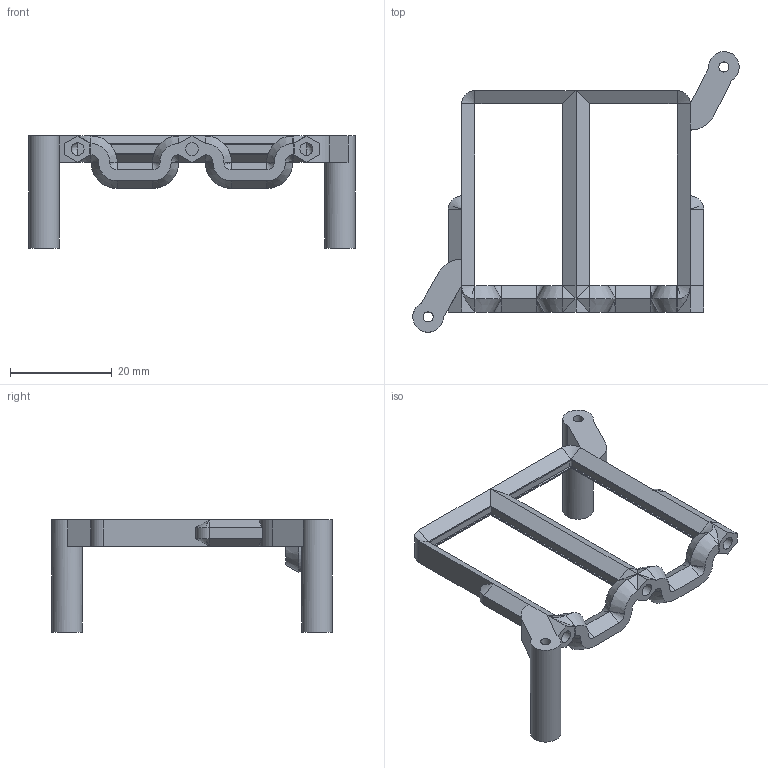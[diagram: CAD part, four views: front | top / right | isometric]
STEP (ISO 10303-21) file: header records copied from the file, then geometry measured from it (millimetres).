
FILE_DESCRIPTION(/* description */ (''),/* implementation_level */ '2;1');
FILE_NAME(/* name */ 'teensy brakket 2.step',/* time_stamp */ '2021-07-08T08:33:26+02:00',/* author */ (''),/* organization */ (''),/* preprocessor_version */ 'ST-DEVELOPER v18.1',/* originating_system */ 'Autodesk Translation Framework v10.9.0.1377',/* authorisation */ '');
FILE_SCHEMA (('AUTOMOTIVE_DESIGN { 1 0 10303 214 3 1 1 }'));
Length unit declared in the file: millimetre
Products named in the file (1): teensy brakket 2
Bounding box: 64 x 55 x 22 mm (x, y, z)
Volume: 4469.7 mm3; surface area: 5339.8 mm2
Topology: 2 solids, 2 shells, 190 faces, 465 edges, 252 vertices
Faces by surface type: plane 116, cone 48, cylinder 24, sphere 2
Full cylindrical faces by diameter (mm): 2 x2, 2.5 x6, 6 x2
Entity records: 5233 total; most frequent: DIRECTION 919, CARTESIAN_POINT 884, ORIENTED_EDGE 866, EDGE_CURVE 433, LINE 321, VECTOR 321, AXIS2_PLACEMENT_3D 299, VERTEX_POINT 252
